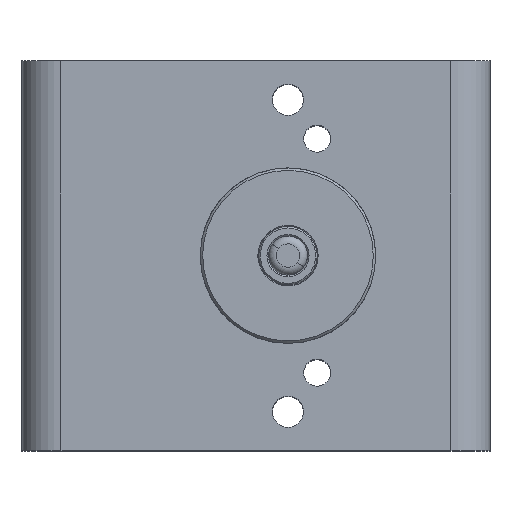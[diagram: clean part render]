
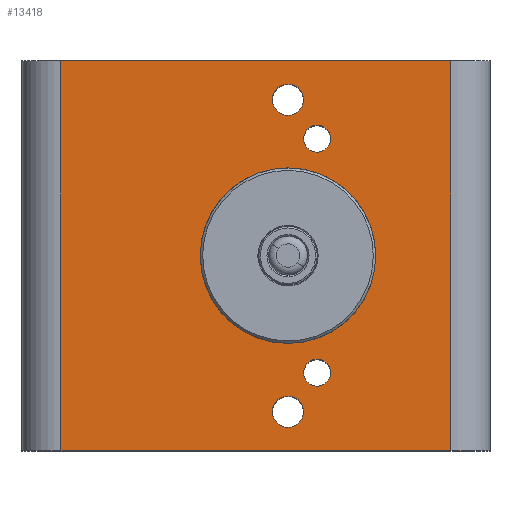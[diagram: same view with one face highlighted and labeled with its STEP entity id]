
A CAD part, top view. The second image highlights one B-rep face of the part: STEP entity #13418.
In plain terms, the highlighted planar face has unit normal (0, 0, 1).
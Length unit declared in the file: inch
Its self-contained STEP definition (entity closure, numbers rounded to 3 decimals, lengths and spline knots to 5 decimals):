
#7 = DIRECTION ( 'NONE',  ( -1., 0., 0. ) ) ;
#347 = ORIENTED_EDGE ( 'NONE', *, *, #10775, .F. ) ;
#367 = CARTESIAN_POINT ( 'NONE',  ( 1.979, 0.5, 0. ) ) ;
#460 = VECTOR ( 'NONE', #17164, 39.37008 ) ;
#516 = CARTESIAN_POINT ( 'NONE',  ( 1.1425, 1.25, 0. ) ) ;
#693 = DIRECTION ( 'NONE',  ( -1., 0., 0. ) ) ;
#993 = EDGE_LOOP ( 'NONE', ( #4874, #3336 ) ) ;
#1011 = LINE ( 'NONE', #6781, #460 ) ;
#1143 = DIRECTION ( 'NONE',  ( -1., 0., 0. ) ) ;
#1180 = CIRCLE ( 'NONE', #5472, 0.5625 ) ;
#1268 = ORIENTED_EDGE ( 'NONE', *, *, #1621, .T. ) ;
#1517 = EDGE_CURVE ( 'NONE', #22635, #8126, #15808, .T. ) ;
#1551 = EDGE_CURVE ( 'NONE', #7938, #15893, #1746, .T. ) ;
#1587 = EDGE_CURVE ( 'NONE', #22197, #21016, #19252, .T. ) ;
#1591 = EDGE_CURVE ( 'NONE', #2663, #8130, #1180, .T. ) ;
#1621 = EDGE_CURVE ( 'NONE', #20389, #20295, #15294, .T. ) ;
#1682 = EDGE_CURVE ( 'NONE', #11204, #15717, #18178, .T. ) ;
#1746 = CIRCLE ( 'NONE', #4259, 0.0865 ) ;
#1861 = DIRECTION ( 'NONE',  ( -1., 0., 0. ) ) ;
#1884 = AXIS2_PLACEMENT_3D ( 'NONE', #18386, #19355, #1861 ) ;
#1977 = EDGE_CURVE ( 'NONE', #8130, #2663, #6236, .T. ) ;
#2064 = ORIENTED_EDGE ( 'NONE', *, *, #1587, .T. ) ;
#2329 = CIRCLE ( 'NONE', #21333, 0.0865 ) ;
#2663 = VERTEX_POINT ( 'NONE', #516 ) ;
#2762 = EDGE_CURVE ( 'NONE', #3458, #7193, #19073, .T. ) ;
#2790 = EDGE_CURVE ( 'NONE', #15717, #3458, #1011, .T. ) ;
#2876 = CIRCLE ( 'NONE', #7168, 0.1 ) ;
#3196 = LINE ( 'NONE', #3370, #21223 ) ;
#3336 = ORIENTED_EDGE ( 'NONE', *, *, #1977, .T. ) ;
#3370 = CARTESIAN_POINT ( 'NONE',  ( 0., 2.5, 0. ) ) ;
#3436 = FACE_BOUND ( 'NONE', #15499, .T. ) ;
#3452 = CARTESIAN_POINT ( 'NONE',  ( 1.806, 2., 0. ) ) ;
#3458 = VERTEX_POINT ( 'NONE', #14255 ) ;
#3464 = DIRECTION ( 'NONE',  ( -1., 0., 0. ) ) ;
#3519 = AXIS2_PLACEMENT_3D ( 'NONE', #15225, #6420, #16897 ) ;
#3729 = CARTESIAN_POINT ( 'NONE',  ( 1.8925, 2., 0. ) ) ;
#3964 = DIRECTION ( 'NONE',  ( 0., 0., -1. ) ) ;
#3983 = EDGE_CURVE ( 'NONE', #8126, #22635, #8014, .T. ) ;
#4012 = FACE_BOUND ( 'NONE', #19360, .T. ) ;
#4259 = AXIS2_PLACEMENT_3D ( 'NONE', #5778, #5932, #6168 ) ;
#4498 = AXIS2_PLACEMENT_3D ( 'NONE', #21631, #11380, #693 ) ;
#4874 = ORIENTED_EDGE ( 'NONE', *, *, #1591, .T. ) ;
#4917 = EDGE_LOOP ( 'NONE', ( #347, #14078, #17299, #8458 ) ) ;
#5189 = VECTOR ( 'NONE', #15412, 39.37008 ) ;
#5345 = EDGE_CURVE ( 'NONE', #15893, #7938, #2329, .T. ) ;
#5472 = AXIS2_PLACEMENT_3D ( 'NONE', #7758, #8216, #7375 ) ;
#5482 = CARTESIAN_POINT ( 'NONE',  ( 1.805, 2.25, 0. ) ) ;
#5555 = CARTESIAN_POINT ( 'NONE',  ( 1.806, 0.5, 0. ) ) ;
#5613 = CARTESIAN_POINT ( 'NONE',  ( 1.705, 1.25, 0. ) ) ;
#5778 = CARTESIAN_POINT ( 'NONE',  ( 1.8925, 0.5, 0. ) ) ;
#5909 = ORIENTED_EDGE ( 'NONE', *, *, #1517, .T. ) ;
#5932 = DIRECTION ( 'NONE',  ( 0., 0., -1. ) ) ;
#6168 = DIRECTION ( 'NONE',  ( -1., 0., 0. ) ) ;
#6236 = CIRCLE ( 'NONE', #20606, 0.5625 ) ;
#6322 = DIRECTION ( 'NONE',  ( -1., 0., 0. ) ) ;
#6420 = DIRECTION ( 'NONE',  ( 0., 0., -1. ) ) ;
#6486 = DIRECTION ( 'NONE',  ( 0., 0., -1. ) ) ;
#6781 = CARTESIAN_POINT ( 'NONE',  ( 0., 0., 0. ) ) ;
#6955 = CARTESIAN_POINT ( 'NONE',  ( 0.25, 2.5, 0. ) ) ;
#7168 = AXIS2_PLACEMENT_3D ( 'NONE', #22104, #11824, #1143 ) ;
#7193 = VERTEX_POINT ( 'NONE', #10212 ) ;
#7375 = DIRECTION ( 'NONE',  ( -1., 0., 0. ) ) ;
#7758 = CARTESIAN_POINT ( 'NONE',  ( 1.705, 1.25, 0. ) ) ;
#7938 = VERTEX_POINT ( 'NONE', #5555 ) ;
#8014 = CIRCLE ( 'NONE', #22382, 0.0865 ) ;
#8041 = EDGE_CURVE ( 'NONE', #21016, #22197, #15162, .T. ) ;
#8126 = VERTEX_POINT ( 'NONE', #17189 ) ;
#8130 = VERTEX_POINT ( 'NONE', #18910 ) ;
#8216 = DIRECTION ( 'NONE',  ( 0., 0., -1. ) ) ;
#8238 = FACE_OUTER_BOUND ( 'NONE', #4917, .T. ) ;
#8409 = ORIENTED_EDGE ( 'NONE', *, *, #5345, .T. ) ;
#8458 = ORIENTED_EDGE ( 'NONE', *, *, #2762, .T. ) ;
#8496 = CARTESIAN_POINT ( 'NONE',  ( 2.75, 2.5, 0. ) ) ;
#8610 = ORIENTED_EDGE ( 'NONE', *, *, #3983, .T. ) ;
#9108 = AXIS2_PLACEMENT_3D ( 'NONE', #11439, #15211, #21777 ) ;
#9222 = DIRECTION ( 'NONE',  ( 0., 0., -1. ) ) ;
#10212 = CARTESIAN_POINT ( 'NONE',  ( 2.75, 2.5, 0. ) ) ;
#10694 = DIRECTION ( 'NONE',  ( 0., 0., -1. ) ) ;
#10775 = EDGE_CURVE ( 'NONE', #11204, #7193, #3196, .T. ) ;
#11204 = VERTEX_POINT ( 'NONE', #13067 ) ;
#11380 = DIRECTION ( 'NONE',  ( 0., 0., -1. ) ) ;
#11439 = CARTESIAN_POINT ( 'NONE',  ( 1.705, 2.25, 0. ) ) ;
#11824 = DIRECTION ( 'NONE',  ( 0., 0., -1. ) ) ;
#12892 = FACE_BOUND ( 'NONE', #21512, .T. ) ;
#12981 = CARTESIAN_POINT ( 'NONE',  ( 1.805, 0.25, 0. ) ) ;
#13067 = CARTESIAN_POINT ( 'NONE',  ( 0.25, 2.5, 0. ) ) ;
#13418 = ADVANCED_FACE ( 'NONE', ( #13436, #12892, #3436, #4012, #21430, #8238 ), #13498, .F. ) ;
#13419 = EDGE_CURVE ( 'NONE', #20295, #20389, #2876, .T. ) ;
#13436 = FACE_BOUND ( 'NONE', #14129, .T. ) ;
#13498 = PLANE ( 'NONE',  #3519 ) ;
#13666 = VECTOR ( 'NONE', #21100, 39.37008 ) ;
#14078 = ORIENTED_EDGE ( 'NONE', *, *, #1682, .T. ) ;
#14101 = CARTESIAN_POINT ( 'NONE',  ( 1.605, 2.25, 0. ) ) ;
#14129 = EDGE_LOOP ( 'NONE', ( #15069, #8409 ) ) ;
#14255 = CARTESIAN_POINT ( 'NONE',  ( 2.75, 0., 0. ) ) ;
#15069 = ORIENTED_EDGE ( 'NONE', *, *, #1551, .T. ) ;
#15162 = CIRCLE ( 'NONE', #4498, 0.1 ) ;
#15211 = DIRECTION ( 'NONE',  ( 0., 0., -1. ) ) ;
#15225 = CARTESIAN_POINT ( 'NONE',  ( 0., 2.5, 0. ) ) ;
#15294 = CIRCLE ( 'NONE', #1884, 0.1 ) ;
#15412 = DIRECTION ( 'NONE',  ( 0., 1., 0. ) ) ;
#15499 = EDGE_LOOP ( 'NONE', ( #2064, #22336 ) ) ;
#15717 = VERTEX_POINT ( 'NONE', #17115 ) ;
#15808 = CIRCLE ( 'NONE', #21044, 0.0865 ) ;
#15833 = DIRECTION ( 'NONE',  ( 1., 0., 0. ) ) ;
#15893 = VERTEX_POINT ( 'NONE', #367 ) ;
#16897 = DIRECTION ( 'NONE',  ( -1., 0., 0. ) ) ;
#17115 = CARTESIAN_POINT ( 'NONE',  ( 0.25, 0., 0. ) ) ;
#17164 = DIRECTION ( 'NONE',  ( 1., 0., 0. ) ) ;
#17189 = CARTESIAN_POINT ( 'NONE',  ( 1.979, 2., 0. ) ) ;
#17299 = ORIENTED_EDGE ( 'NONE', *, *, #2790, .T. ) ;
#17426 = ORIENTED_EDGE ( 'NONE', *, *, #13419, .T. ) ;
#18178 = LINE ( 'NONE', #6955, #13666 ) ;
#18386 = CARTESIAN_POINT ( 'NONE',  ( 1.705, 0.25, 0. ) ) ;
#18910 = CARTESIAN_POINT ( 'NONE',  ( 2.2675, 1.25, 0. ) ) ;
#19073 = LINE ( 'NONE', #8496, #5189 ) ;
#19252 = CIRCLE ( 'NONE', #9108, 0.1 ) ;
#19355 = DIRECTION ( 'NONE',  ( 0., 0., -1. ) ) ;
#19360 = EDGE_LOOP ( 'NONE', ( #1268, #17426 ) ) ;
#19492 = CARTESIAN_POINT ( 'NONE',  ( 1.8925, 2., 0. ) ) ;
#19978 = CARTESIAN_POINT ( 'NONE',  ( 1.605, 0.25, 0. ) ) ;
#20295 = VERTEX_POINT ( 'NONE', #12981 ) ;
#20389 = VERTEX_POINT ( 'NONE', #19978 ) ;
#20606 = AXIS2_PLACEMENT_3D ( 'NONE', #5613, #6486, #6322 ) ;
#20951 = CARTESIAN_POINT ( 'NONE',  ( 1.8925, 0.5, 0. ) ) ;
#21016 = VERTEX_POINT ( 'NONE', #5482 ) ;
#21044 = AXIS2_PLACEMENT_3D ( 'NONE', #3729, #3964, #3464 ) ;
#21100 = DIRECTION ( 'NONE',  ( 0., -1., 0. ) ) ;
#21223 = VECTOR ( 'NONE', #15833, 39.37008 ) ;
#21224 = DIRECTION ( 'NONE',  ( -1., 0., 0. ) ) ;
#21333 = AXIS2_PLACEMENT_3D ( 'NONE', #20951, #10694, #7 ) ;
#21430 = FACE_BOUND ( 'NONE', #993, .T. ) ;
#21512 = EDGE_LOOP ( 'NONE', ( #5909, #8610 ) ) ;
#21631 = CARTESIAN_POINT ( 'NONE',  ( 1.705, 2.25, 0. ) ) ;
#21777 = DIRECTION ( 'NONE',  ( -1., 0., 0. ) ) ;
#22104 = CARTESIAN_POINT ( 'NONE',  ( 1.705, 0.25, 0. ) ) ;
#22197 = VERTEX_POINT ( 'NONE', #14101 ) ;
#22336 = ORIENTED_EDGE ( 'NONE', *, *, #8041, .T. ) ;
#22382 = AXIS2_PLACEMENT_3D ( 'NONE', #19492, #9222, #21224 ) ;
#22635 = VERTEX_POINT ( 'NONE', #3452 ) ;
